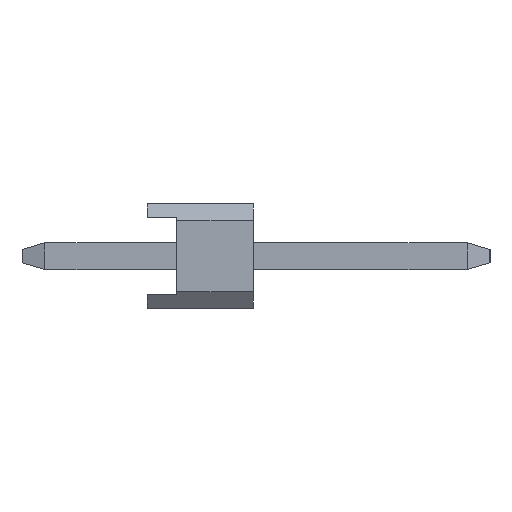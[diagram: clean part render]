
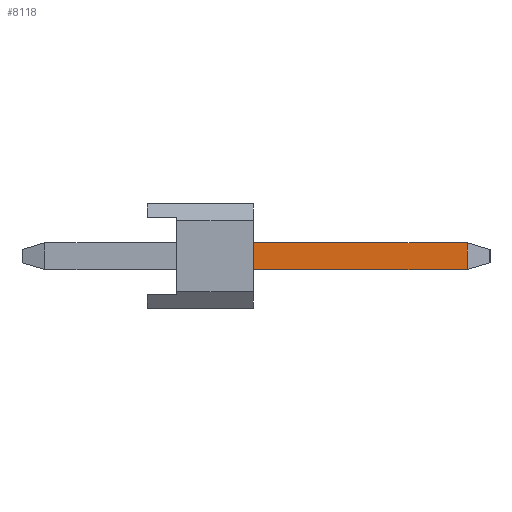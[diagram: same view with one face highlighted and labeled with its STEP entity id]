
A CAD part, left-side view. The second image highlights one B-rep face of the part: STEP entity #8118.
In plain terms, the highlighted planar face has unit normal (-1, 0, 0).
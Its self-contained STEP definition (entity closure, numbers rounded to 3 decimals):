
#3294=VERTEX_POINT('',#8886);
#3882=EDGE_CURVE('',#4486,#4616,#9559,.T.);
#4188=VERTEX_POINT('',#9890);
#4486=VERTEX_POINT('',#10224);
#4616=VERTEX_POINT('',#10365);
#4906=EDGE_CURVE('',#4616,#4188,#10681,.T.);
#6888=EDGE_CURVE('',#4188,#3294,#12845,.T.);
#8002=EDGE_CURVE('',#3294,#4486,#14072,.T.);
#8118=ADVANCED_FACE('',(#14217),#14218,.T.);
#8886=CARTESIAN_POINT('',(-21.91,-7.654,-0.32));
#9559=LINE('',#16213,#16214);
#9890=CARTESIAN_POINT('',(-21.91,-7.654,0.32));
#10224=CARTESIAN_POINT('',(-21.91,-2.54,-0.32));
#10365=CARTESIAN_POINT('',(-21.91,-2.54,0.32));
#10681=LINE('',#17861,#17862);
#12845=LINE('',#21011,#21012);
#14072=LINE('',#22740,#22741);
#14217=FACE_OUTER_BOUND('',#22946,.T.);
#14218=PLANE('',#22947);
#16213=CARTESIAN_POINT('',(-21.91,-2.54,0.252));
#16214=VECTOR('',#24727,1.0);
#17861=CARTESIAN_POINT('',(-21.91,-2.6,0.32));
#17862=VECTOR('',#25790,1.0);
#21011=CARTESIAN_POINT('',(-21.91,-7.654,0.5));
#21012=VECTOR('',#27783,1.0);
#22740=CARTESIAN_POINT('',(-21.91,2.454,-0.32));
#22741=VECTOR('',#28974,1.0);
#22946=EDGE_LOOP('',(#29306,#29307,#29308,#29309));
#22947=AXIS2_PLACEMENT_3D('',#29310,#29311,#29312);
#24727=DIRECTION('',(0.,0.,1.0));
#25790=DIRECTION('',(0.,-1.0,0.));
#27783=DIRECTION('',(0.0,0.,-1.0));
#28974=DIRECTION('',(0.,1.0,0.));
#29306=ORIENTED_EDGE('',*,*,#3882,.F.);
#29307=ORIENTED_EDGE('',*,*,#8002,.F.);
#29308=ORIENTED_EDGE('',*,*,#6888,.F.);
#29309=ORIENTED_EDGE('',*,*,#4906,.F.);
#29310=CARTESIAN_POINT('',(-21.91,2.454,0.5));
#29311=DIRECTION('',(-1.0,0.,0.));
#29312=DIRECTION('',(0.,1.0,0.));
